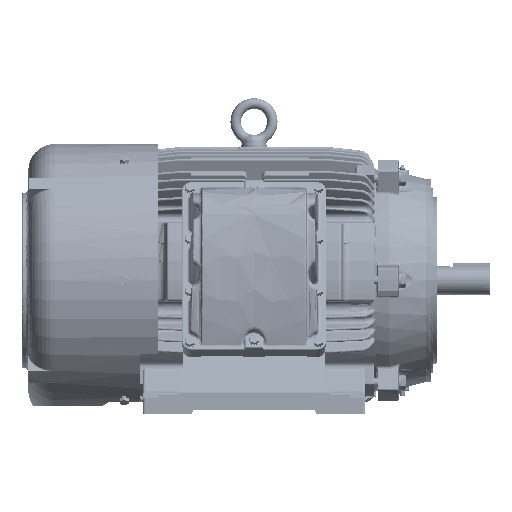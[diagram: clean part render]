
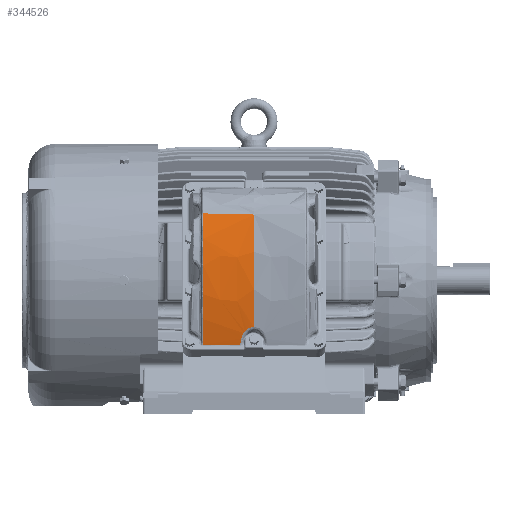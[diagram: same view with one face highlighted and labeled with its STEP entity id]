
A CAD part, top view. The second image highlights one B-rep face of the part: STEP entity #344526.
In plain terms, the highlighted free-form (B-spline) face has degree [3, 3] with [4, 4] control points.
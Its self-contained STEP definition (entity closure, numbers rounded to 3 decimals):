
#340448=CARTESIAN_POINT('Control Point',(0.,125.1,503.052)) ;
#340449=CARTESIAN_POINT('Control Point',(0.,54.658,519.741)) ;
#340450=CARTESIAN_POINT('Control Point',(0.,-18.266,522.384)) ;
#340451=CARTESIAN_POINT('Control Point',(0.,-89.516,510.964)) ;
#340452=CARTESIAN_POINT('Vertex',(0.,-89.516,510.964)) ;
#340454=CARTESIAN_POINT('Vertex',(0.,125.1,503.052)) ;
#344403=CARTESIAN_POINT('Control Point',(0.,125.1,503.052)) ;
#344404=CARTESIAN_POINT('Control Point',(0.,42.902,522.526)) ;
#344405=CARTESIAN_POINT('Control Point',(0.,-42.677,522.875)) ;
#344406=CARTESIAN_POINT('Control Point',(0.,-125.031,504.071)) ;
#344407=CARTESIAN_POINT('Control Point',(-32.333,125.1,503.052)) ;
#344408=CARTESIAN_POINT('Control Point',(-32.333,42.902,522.526)) ;
#344409=CARTESIAN_POINT('Control Point',(-32.333,-42.677,522.875)) ;
#344410=CARTESIAN_POINT('Control Point',(-32.333,-125.031,504.071)) ;
#344411=CARTESIAN_POINT('Control Point',(-64.667,126.048,503.446)) ;
#344412=CARTESIAN_POINT('Control Point',(-64.667,48.064,525.428)) ;
#344413=CARTESIAN_POINT('Control Point',(-64.667,-39.878,523.034)) ;
#344414=CARTESIAN_POINT('Control Point',(-64.667,-125.031,504.071)) ;
#344415=CARTESIAN_POINT('Control Point',(-97.,127.247,503.943)) ;
#344416=CARTESIAN_POINT('Control Point',(-97.,54.596,529.1)) ;
#344417=CARTESIAN_POINT('Control Point',(-97.,-36.337,523.235)) ;
#344418=CARTESIAN_POINT('Control Point',(-97.,-125.031,504.071)) ;
#344420=CARTESIAN_POINT('Control Point',(0.,125.1,503.052)) ;
#344421=CARTESIAN_POINT('Control Point',(-32.333,125.1,503.052)) ;
#344422=CARTESIAN_POINT('Control Point',(-64.667,126.048,503.446)) ;
#344423=CARTESIAN_POINT('Control Point',(-97.,127.247,503.943)) ;
#344424=CARTESIAN_POINT('Vertex',(-97.,127.247,503.943)) ;
#344428=CARTESIAN_POINT('Control Point',(-97.,127.247,503.943)) ;
#344429=CARTESIAN_POINT('Control Point',(-97.,55.108,528.922)) ;
#344430=CARTESIAN_POINT('Control Point',(-97.,-35.055,523.316)) ;
#344431=CARTESIAN_POINT('Control Point',(-97.,-123.154,504.474)) ;
#344432=CARTESIAN_POINT('Vertex',(-97.,-123.154,504.474)) ;
#344436=CARTESIAN_POINT('Control Point',(-97.,-123.154,504.474)) ;
#344437=CARTESIAN_POINT('Control Point',(-73.332,-123.145,504.485)) ;
#344438=CARTESIAN_POINT('Control Point',(-49.664,-123.137,504.494)) ;
#344439=CARTESIAN_POINT('Control Point',(-25.997,-123.133,504.499)) ;
#344440=CARTESIAN_POINT('Vertex',(-25.997,-123.133,504.499)) ;
#344444=CARTESIAN_POINT('Control Point',(-25.997,-123.133,504.499)) ;
#344445=CARTESIAN_POINT('Control Point',(-25.966,-120.856,505.008)) ;
#344446=CARTESIAN_POINT('Control Point',(-25.798,-118.587,505.503)) ;
#344447=CARTESIAN_POINT('Control Point',(-25.486,-116.3,505.99)) ;
#344448=CARTESIAN_POINT('Control Point',(-25.031,-114.065,506.455)) ;
#344449=CARTESIAN_POINT('Control Point',(-24.423,-111.859,506.902)) ;
#344450=CARTESIAN_POINT('Vertex',(-24.423,-111.859,506.902)) ;
#344454=CARTESIAN_POINT('Control Point',(-24.423,-111.859,506.902)) ;
#344455=CARTESIAN_POINT('Control Point',(-24.03,-110.438,507.19)) ;
#344456=CARTESIAN_POINT('Control Point',(-23.57,-109.029,507.471)) ;
#344457=CARTESIAN_POINT('Control Point',(-23.042,-107.651,507.741)) ;
#344458=CARTESIAN_POINT('Control Point',(-22.443,-106.304,508.)) ;
#344459=CARTESIAN_POINT('Vertex',(-22.444,-106.304,508.)) ;
#344463=CARTESIAN_POINT('Control Point',(-22.443,-106.304,508.)) ;
#344464=CARTESIAN_POINT('Control Point',(-21.846,-104.959,508.259)) ;
#344465=CARTESIAN_POINT('Control Point',(-21.181,-103.649,508.507)) ;
#344466=CARTESIAN_POINT('Control Point',(-20.439,-102.372,508.744)) ;
#344467=CARTESIAN_POINT('Control Point',(-19.62,-101.141,508.969)) ;
#344468=CARTESIAN_POINT('Vertex',(-19.621,-101.141,508.969)) ;
#344472=CARTESIAN_POINT('Control Point',(-19.62,-101.141,508.969)) ;
#344473=CARTESIAN_POINT('Control Point',(-18.636,-99.661,509.24)) ;
#344474=CARTESIAN_POINT('Control Point',(-17.544,-98.234,509.495)) ;
#344475=CARTESIAN_POINT('Control Point',(-16.363,-96.912,509.728)) ;
#344476=CARTESIAN_POINT('Control Point',(-15.068,-95.67,509.942)) ;
#344477=CARTESIAN_POINT('Control Point',(-13.671,-94.548,510.133)) ;
#344478=CARTESIAN_POINT('Vertex',(-13.67,-94.547,510.133)) ;
#344482=CARTESIAN_POINT('Control Point',(-13.671,-94.548,510.133)) ;
#344483=CARTESIAN_POINT('Control Point',(-12.28,-93.431,510.323)) ;
#344484=CARTESIAN_POINT('Control Point',(-10.793,-92.439,510.489)) ;
#344485=CARTESIAN_POINT('Control Point',(-9.237,-91.587,510.629)) ;
#344486=CARTESIAN_POINT('Control Point',(-7.558,-90.888,510.743)) ;
#344487=CARTESIAN_POINT('Control Point',(-5.844,-90.376,510.826)) ;
#344488=CARTESIAN_POINT('Vertex',(-5.844,-90.376,510.826)) ;
#344492=CARTESIAN_POINT('Control Point',(-5.844,-90.376,510.826)) ;
#344493=CARTESIAN_POINT('Control Point',(-5.141,-90.166,510.86)) ;
#344494=CARTESIAN_POINT('Control Point',(-4.431,-89.987,510.888)) ;
#344495=CARTESIAN_POINT('Control Point',(-3.712,-89.84,510.912)) ;
#344496=CARTESIAN_POINT('Control Point',(-2.773,-89.691,510.936)) ;
#344497=CARTESIAN_POINT('Control Point',(-1.826,-89.597,510.951)) ;
#344498=CARTESIAN_POINT('Control Point',(-1.609,-89.578,510.954)) ;
#344499=CARTESIAN_POINT('Control Point',(-1.283,-89.555,510.958)) ;
#344500=CARTESIAN_POINT('Control Point',(-0.956,-89.538,510.96)) ;
#344501=CARTESIAN_POINT('Control Point',(-0.847,-89.533,510.961)) ;
#344502=CARTESIAN_POINT('Control Point',(-0.684,-89.527,510.962)) ;
#344503=CARTESIAN_POINT('Control Point',(-0.52,-89.522,510.963)) ;
#344504=CARTESIAN_POINT('Control Point',(-0.465,-89.521,510.963)) ;
#344505=CARTESIAN_POINT('Control Point',(-0.353,-89.519,510.963)) ;
#344506=CARTESIAN_POINT('Control Point',(-0.241,-89.517,510.964)) ;
#344507=CARTESIAN_POINT('Control Point',(-0.198,-89.517,510.964)) ;
#344508=CARTESIAN_POINT('Control Point',(-0.123,-89.516,510.964)) ;
#344509=CARTESIAN_POINT('Control Point',(-0.049,-89.516,510.964)) ;
#344510=CARTESIAN_POINT('Control Point',(-0.033,-89.516,510.964)) ;
#344511=CARTESIAN_POINT('Control Point',(-0.016,-89.516,510.964)) ;
#344512=CARTESIAN_POINT('Control Point',(0.,-89.516,510.964)) ;
#344515=ORIENTED_EDGE('',*,*,#344426,.F.) ;
#344516=ORIENTED_EDGE('',*,*,#344434,.T.) ;
#344517=ORIENTED_EDGE('',*,*,#344442,.T.) ;
#344518=ORIENTED_EDGE('',*,*,#344452,.T.) ;
#344519=ORIENTED_EDGE('',*,*,#344461,.T.) ;
#344520=ORIENTED_EDGE('',*,*,#344470,.T.) ;
#344521=ORIENTED_EDGE('',*,*,#344480,.T.) ;
#344522=ORIENTED_EDGE('',*,*,#344490,.T.) ;
#344523=ORIENTED_EDGE('',*,*,#344513,.T.) ;
#344524=ORIENTED_EDGE('',*,*,#340456,.T.) ;
#344526=ADVANCED_FACE('\X2\51434EF6672C9AD4\X0\',(#344525),#344402,.T.) ;
#340447=B_SPLINE_CURVE_WITH_KNOTS('',3,(#340448,#340449,#340450,#340451),.UNSPECIFIED.,.F.,.U.,(4,4),(201.41,418.932),.UNSPECIFIED.) ;
#344419=B_SPLINE_CURVE_WITH_KNOTS('',3,(#344420,#344421,#344422,#344423),.UNSPECIFIED.,.F.,.U.,(4,4),(0.,97.179),.UNSPECIFIED.) ;
#344427=B_SPLINE_CURVE_WITH_KNOTS('',3,(#344428,#344429,#344430,#344431),.UNSPECIFIED.,.F.,.U.,(4,4),(201.41,453.445),.UNSPECIFIED.) ;
#344435=B_SPLINE_CURVE_WITH_KNOTS('',3,(#344436,#344437,#344438,#344439),.UNSPECIFIED.,.F.,.U.,(4,4),(0.,100.507),.UNSPECIFIED.) ;
#344443=B_SPLINE_CURVE_WITH_KNOTS('',5,(#344444,#344445,#344446,#344447,#344448,#344449),.UNSPECIFIED.,.F.,.U.,(6,6),(0.,16.466),.UNSPECIFIED.) ;
#344453=B_SPLINE_CURVE_WITH_KNOTS('',4,(#344454,#344455,#344456,#344457,#344458),.UNSPECIFIED.,.F.,.U.,(5,5),(16.466,24.955),.UNSPECIFIED.) ;
#344462=B_SPLINE_CURVE_WITH_KNOTS('',4,(#344463,#344464,#344465,#344466,#344467),.UNSPECIFIED.,.F.,.U.,(5,5),(24.955,33.427),.UNSPECIFIED.) ;
#344471=B_SPLINE_CURVE_WITH_KNOTS('',5,(#344472,#344473,#344474,#344475,#344476,#344477),.UNSPECIFIED.,.F.,.U.,(6,6),(33.427,46.153),.UNSPECIFIED.) ;
#344481=B_SPLINE_CURVE_WITH_KNOTS('',5,(#344482,#344483,#344484,#344485,#344486,#344487),.UNSPECIFIED.,.F.,.U.,(6,6),(0.,12.676),.UNSPECIFIED.) ;
#344491=B_SPLINE_CURVE_WITH_KNOTS('',5,(#344492,#344493,#344494,#344495,#344496,#344497,#344498,#344499,#344500,#344501,#344502,#344503,#344504,#344505,#344506,#344507,#344508,#344509,#344510,#344511,#344512),.UNSPECIFIED.,.F.,.U.,(6,3,3,3,3,3,6),(12.676,17.876,19.417,20.187,20.572,20.977,21.093),.UNSPECIFIED.) ;
#344402=B_SPLINE_SURFACE_WITH_KNOTS('',3,3,((#344403,#344404,#344405,#344406),(#344407,#344408,#344409,#344410),(#344411,#344412,#344413,#344414),(#344415,#344416,#344417,#344418)),.UNSPECIFIED.,.F.,.F.,.U.,(4,4),(4,4),(0.,97.179),(201.41,455.236),.UNSPECIFIED.) ;
#340456=EDGE_CURVE('',#340453,#340455,#340447,.F.) ;
#344426=EDGE_CURVE('',#344425,#340455,#344419,.F.) ;
#344434=EDGE_CURVE('',#344425,#344433,#344427,.T.) ;
#344442=EDGE_CURVE('',#344433,#344441,#344435,.T.) ;
#344452=EDGE_CURVE('',#344441,#344451,#344443,.T.) ;
#344461=EDGE_CURVE('',#344451,#344460,#344453,.T.) ;
#344470=EDGE_CURVE('',#344460,#344469,#344462,.T.) ;
#344480=EDGE_CURVE('',#344469,#344479,#344471,.T.) ;
#344490=EDGE_CURVE('',#344479,#344489,#344481,.T.) ;
#344513=EDGE_CURVE('',#344489,#340453,#344491,.T.) ;
#344514=EDGE_LOOP('',(#344515,#344516,#344517,#344518,#344519,#344520,#344521,#344522,#344523,#344524)) ;
#344525=FACE_OUTER_BOUND('',#344514,.T.) ;
#340453=VERTEX_POINT('',#340452) ;
#340455=VERTEX_POINT('',#340454) ;
#344425=VERTEX_POINT('',#344424) ;
#344433=VERTEX_POINT('',#344432) ;
#344441=VERTEX_POINT('',#344440) ;
#344451=VERTEX_POINT('',#344450) ;
#344460=VERTEX_POINT('',#344459) ;
#344469=VERTEX_POINT('',#344468) ;
#344479=VERTEX_POINT('',#344478) ;
#344489=VERTEX_POINT('',#344488) ;
